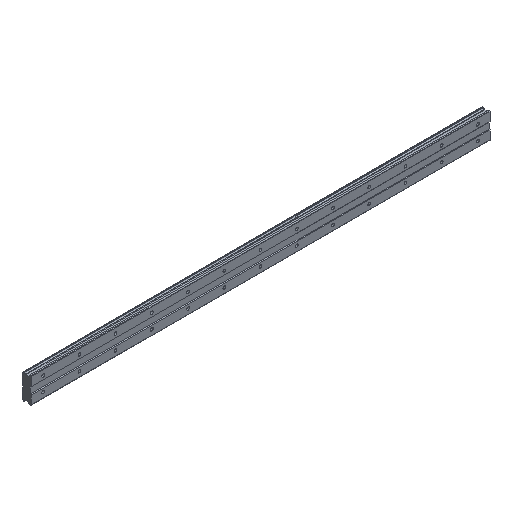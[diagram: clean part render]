
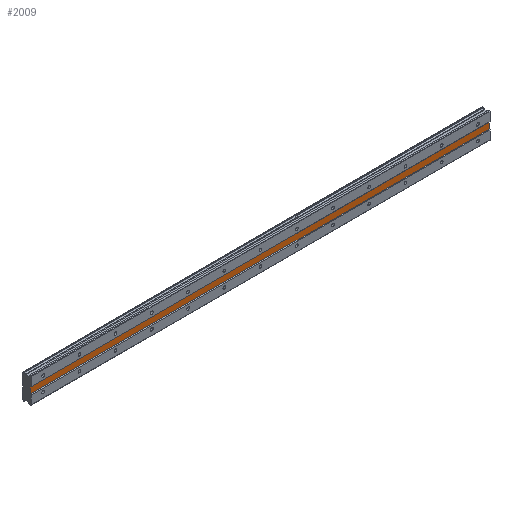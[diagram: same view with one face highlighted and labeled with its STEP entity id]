
A CAD part, isometric view. The second image highlights one B-rep face of the part: STEP entity #2009.
In plain terms, the highlighted planar face has unit normal (0, -1, 0).
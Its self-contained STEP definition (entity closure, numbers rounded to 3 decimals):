
#203 = VERTEX_POINT ( 'NONE', #3684 ) ;
#251 = CARTESIAN_POINT ( 'NONE',  ( -20., 1., 5. ) ) ;
#270 = VERTEX_POINT ( 'NONE', #1568 ) ;
#421 = CARTESIAN_POINT ( 'NONE',  ( 740., 1., 5. ) ) ;
#568 = CARTESIAN_POINT ( 'NONE',  ( 740., 1., 20.827 ) ) ;
#579 = DIRECTION ( 'NONE',  ( -1., 0., 0. ) ) ;
#580 = EDGE_CURVE ( 'NONE', #203, #270, #4582, .T. ) ;
#600 = VECTOR ( 'NONE', #3079, 1000. ) ;
#711 = ORIENTED_EDGE ( 'NONE', *, *, #3309, .T. ) ;
#808 = CARTESIAN_POINT ( 'NONE',  ( 740., 1., -5. ) ) ;
#828 = VECTOR ( 'NONE', #4951, 1000. ) ;
#863 = VERTEX_POINT ( 'NONE', #4080 ) ;
#1184 = PLANE ( 'NONE',  #2421 ) ;
#1568 = CARTESIAN_POINT ( 'NONE',  ( 740., 1., -5. ) ) ;
#1653 = ORIENTED_EDGE ( 'NONE', *, *, #3702, .F. ) ;
#1942 = LINE ( 'NONE', #808, #600 ) ;
#2009 = ADVANCED_FACE ( 'NONE', ( #4082 ), #1184, .F. ) ;
#2175 = LINE ( 'NONE', #4211, #3800 ) ;
#2380 = EDGE_CURVE ( 'NONE', #203, #2614, #2586, .T. ) ;
#2421 = AXIS2_PLACEMENT_3D ( 'NONE', #421, #4035, #3174 ) ;
#2586 = LINE ( 'NONE', #4593, #4544 ) ;
#2614 = VERTEX_POINT ( 'NONE', #251 ) ;
#2661 = EDGE_LOOP ( 'NONE', ( #1653, #4020, #4837, #711 ) ) ;
#3079 = DIRECTION ( 'NONE',  ( -1., 0., 0. ) ) ;
#3174 = DIRECTION ( 'NONE',  ( 0., 0., 1. ) ) ;
#3309 = EDGE_CURVE ( 'NONE', #2614, #863, #2175, .T. ) ;
#3684 = CARTESIAN_POINT ( 'NONE',  ( 740., 1., 5. ) ) ;
#3702 = EDGE_CURVE ( 'NONE', #270, #863, #1942, .T. ) ;
#3800 = VECTOR ( 'NONE', #3828, 1000. ) ;
#3828 = DIRECTION ( 'NONE',  ( 0., 0., -1. ) ) ;
#4020 = ORIENTED_EDGE ( 'NONE', *, *, #580, .F. ) ;
#4035 = DIRECTION ( 'NONE',  ( 0., 1., 0. ) ) ;
#4080 = CARTESIAN_POINT ( 'NONE',  ( -20., 1., -5. ) ) ;
#4082 = FACE_OUTER_BOUND ( 'NONE', #2661, .T. ) ;
#4211 = CARTESIAN_POINT ( 'NONE',  ( -20., 1., 20.827 ) ) ;
#4544 = VECTOR ( 'NONE', #579, 1000. ) ;
#4582 = LINE ( 'NONE', #568, #828 ) ;
#4593 = CARTESIAN_POINT ( 'NONE',  ( 740., 1., 5. ) ) ;
#4837 = ORIENTED_EDGE ( 'NONE', *, *, #2380, .T. ) ;
#4951 = DIRECTION ( 'NONE',  ( 0., 0., -1. ) ) ;
